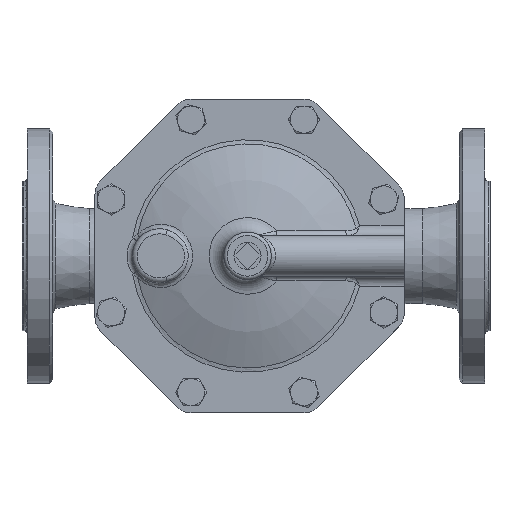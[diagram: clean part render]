
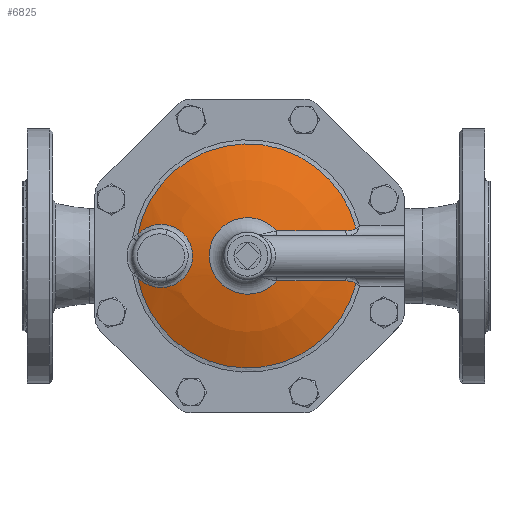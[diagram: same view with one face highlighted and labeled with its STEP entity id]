
A CAD part, top view. The second image highlights one B-rep face of the part: STEP entity #6825.
In plain terms, the highlighted spherical face has radius 160 mm.
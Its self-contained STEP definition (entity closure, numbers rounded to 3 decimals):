
#22=SPHERICAL_SURFACE('',#7470,160.);
#158=B_SPLINE_CURVE_WITH_KNOTS('',3,(#11100,#11101,#11102,#11103,#11104,
#11105,#11106,#11107,#11108,#11109,#11110,#11111,#11112,#11113,#11114,#11115,
#11116,#11117),.UNSPECIFIED.,.F.,.F.,(4,1,1,1,1,1,1,1,1,1,1,1,1,1,1,4),
(-9.4,-9.232,-8.728,-8.057,
-7.386,-7.218,-6.714,-6.043,
-5.371,-4.476,-4.029,-3.357,
-2.686,-1.343,-0.671,0.),.UNSPECIFIED.);
#163=B_SPLINE_CURVE_WITH_KNOTS('',3,(#11197,#11198,#11199,#11200,#11201,
#11202),.UNSPECIFIED.,.F.,.F.,(4,1,1,4),(-0.707,-0.303,
-0.101,0.),.UNSPECIFIED.);
#164=B_SPLINE_CURVE_WITH_KNOTS('',3,(#11209,#11210,#11211,#11212,#11213,
#11214,#11215),.UNSPECIFIED.,.F.,.F.,(4,1,1,1,4),(-0.707,-0.606,
-0.505,-0.404,0.),
 .UNSPECIFIED.);
#1752=FACE_OUTER_BOUND('',#2287,.T.);
#2287=EDGE_LOOP('',(#5390,#5391,#5392,#5393,#5394,#5395,#5396,#5397));
#2741=CIRCLE('',#7466,66.072);
#2742=CIRCLE('',#7468,66.072);
#2744=CIRCLE('',#7471,159.321);
#2745=CIRCLE('',#7472,22.588);
#2746=CIRCLE('',#7473,159.321);
#3221=VERTEX_POINT('',#11097);
#3222=VERTEX_POINT('',#11099);
#3226=VERTEX_POINT('',#11176);
#3227=VERTEX_POINT('',#11185);
#3229=VERTEX_POINT('',#11196);
#3230=VERTEX_POINT('',#11203);
#3231=VERTEX_POINT('',#11205);
#3232=VERTEX_POINT('',#11207);
#4009=EDGE_CURVE('',#3221,#3222,#158,.T.);
#4018=EDGE_CURVE('',#3226,#3221,#2741,.T.);
#4019=EDGE_CURVE('',#3222,#3227,#2742,.T.);
#4022=EDGE_CURVE('',#3229,#3226,#163,.T.);
#4023=EDGE_CURVE('',#3230,#3229,#2744,.T.);
#4024=EDGE_CURVE('',#3231,#3230,#2745,.T.);
#4025=EDGE_CURVE('',#3232,#3231,#2746,.T.);
#4026=EDGE_CURVE('',#3227,#3232,#164,.T.);
#5390=ORIENTED_EDGE('',*,*,#4009,.F.);
#5391=ORIENTED_EDGE('',*,*,#4018,.F.);
#5392=ORIENTED_EDGE('',*,*,#4022,.F.);
#5393=ORIENTED_EDGE('',*,*,#4023,.F.);
#5394=ORIENTED_EDGE('',*,*,#4024,.F.);
#5395=ORIENTED_EDGE('',*,*,#4025,.F.);
#5396=ORIENTED_EDGE('',*,*,#4026,.F.);
#5397=ORIENTED_EDGE('',*,*,#4019,.F.);
#6825=ADVANCED_FACE('',(#1752),#22,.T.);
#7466=AXIS2_PLACEMENT_3D('',#11183,#8767,#8768);
#7468=AXIS2_PLACEMENT_3D('',#11186,#8771,#8772);
#7470=AXIS2_PLACEMENT_3D('',#11195,#8775,#8776);
#7471=AXIS2_PLACEMENT_3D('',#11204,#8777,#8778);
#7472=AXIS2_PLACEMENT_3D('',#11206,#8779,#8780);
#7473=AXIS2_PLACEMENT_3D('',#11208,#8781,#8782);
#8767=DIRECTION('center_axis',(0.,0.,
-1.));
#8768=DIRECTION('ref_axis',(-1.,0.,0.));
#8771=DIRECTION('center_axis',(0.,0.,
-1.));
#8772=DIRECTION('ref_axis',(-1.,0.,0.));
#8775=DIRECTION('center_axis',(0.,0.,1.));
#8776=DIRECTION('ref_axis',(1.,0.,0.));
#8777=DIRECTION('center_axis',(0.,1.,0.));
#8778=DIRECTION('ref_axis',(-0.108,0.,-0.994));
#8779=DIRECTION('center_axis',(0.,0.,1.));
#8780=DIRECTION('ref_axis',(-1.,0.,0.));
#8781=DIRECTION('center_axis',(0.,-1.,0.));
#8782=DIRECTION('ref_axis',(-0.108,0.,-0.994));
#11097=CARTESIAN_POINT('',(-64.877,-12.508,17.035));
#11099=CARTESIAN_POINT('',(-64.877,12.508,17.035));
#11100=CARTESIAN_POINT('Ctrl Pts',(-64.877,-12.508,17.035));
#11101=CARTESIAN_POINT('Ctrl Pts',(-64.519,-12.904,
17.161));
#11102=CARTESIAN_POINT('Ctrl Pts',(-63.013,-14.433,
17.688));
#11103=CARTESIAN_POINT('Ctrl Pts',(-59.53,-16.917,
18.9));
#11104=CARTESIAN_POINT('Ctrl Pts',(-54.004,-18.773,
20.801));
#11105=CARTESIAN_POINT('Ctrl Pts',(-49.218,-18.718,
22.423));
#11106=CARTESIAN_POINT('Ctrl Pts',(-45.132,-17.788,
23.796));
#11107=CARTESIAN_POINT('Ctrl Pts',(-41.183,-16.165,
25.114));
#11108=CARTESIAN_POINT('Ctrl Pts',(-36.587,-12.371,
26.631));
#11109=CARTESIAN_POINT('Ctrl Pts',(-32.816,-6.017,
27.864));
#11110=CARTESIAN_POINT('Ctrl Pts',(-31.993,0.761,
28.132));
#11111=CARTESIAN_POINT('Ctrl Pts',(-33.562,7.25,27.621));
#11112=CARTESIAN_POINT('Ctrl Pts',(-36.556,12.338,26.641));
#11113=CARTESIAN_POINT('Ctrl Pts',(-43.261,17.895,24.429));
#11114=CARTESIAN_POINT('Ctrl Pts',(-51.955,19.466,21.507));
#11115=CARTESIAN_POINT('Ctrl Pts',(-60.024,16.754,18.73));
#11116=CARTESIAN_POINT('Ctrl Pts',(-63.443,14.094,17.538));
#11117=CARTESIAN_POINT('Ctrl Pts',(-64.877,12.508,17.035));
#11176=CARTESIAN_POINT('',(63.991,-16.453,17.035));
#11183=CARTESIAN_POINT('Origin',(0.,0.,
17.035));
#11185=CARTESIAN_POINT('',(63.991,16.453,17.035));
#11186=CARTESIAN_POINT('Origin',(0.,0.,
17.035));
#11195=CARTESIAN_POINT('Origin',(0.,0.,-128.685));
#11196=CARTESIAN_POINT('',(57.965,-14.724,19.717));
#11197=CARTESIAN_POINT('Ctrl Pts',(57.965,-14.724,19.717));
#11198=CARTESIAN_POINT('Ctrl Pts',(59.197,-14.724,19.236));
#11199=CARTESIAN_POINT('Ctrl Pts',(61.07,-14.889,18.461));
#11200=CARTESIAN_POINT('Ctrl Pts',(63.068,-15.623,17.531));
#11201=CARTESIAN_POINT('Ctrl Pts',(63.8,-16.207,17.147));
#11202=CARTESIAN_POINT('Ctrl Pts',(63.991,-16.453,17.035));
#11203=CARTESIAN_POINT('',(17.13,-14.724,29.712));
#11204=CARTESIAN_POINT('Origin',(0.,-14.724,
-128.685));
#11205=CARTESIAN_POINT('',(17.13,14.724,29.712));
#11206=CARTESIAN_POINT('Origin',(0.,0.,
29.712));
#11207=CARTESIAN_POINT('',(57.965,14.724,19.717));
#11208=CARTESIAN_POINT('Origin',(0.,14.724,-128.685));
#11209=CARTESIAN_POINT('Ctrl Pts',(63.991,16.453,17.035));
#11210=CARTESIAN_POINT('Ctrl Pts',(63.8,16.207,17.147));
#11211=CARTESIAN_POINT('Ctrl Pts',(63.315,15.815,17.402));
#11212=CARTESIAN_POINT('Ctrl Pts',(62.494,15.416,17.797));
#11213=CARTESIAN_POINT('Ctrl Pts',(60.762,14.858,18.589));
#11214=CARTESIAN_POINT('Ctrl Pts',(59.197,14.724,19.236));
#11215=CARTESIAN_POINT('Ctrl Pts',(57.965,14.724,19.717));
